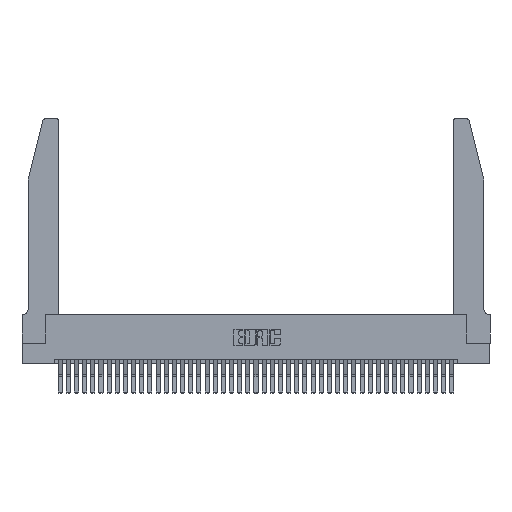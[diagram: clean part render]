
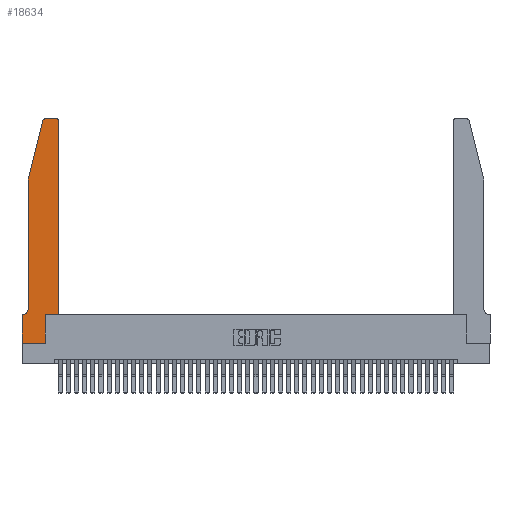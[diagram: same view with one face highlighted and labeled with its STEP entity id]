
A CAD part, top view. The second image highlights one B-rep face of the part: STEP entity #18634.
In plain terms, the highlighted planar face has unit normal (0, 0, 1).
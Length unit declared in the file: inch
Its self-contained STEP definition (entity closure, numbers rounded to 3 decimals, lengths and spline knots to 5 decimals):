
#344 = DIRECTION ( 'NONE',  ( 0., 1., 0. ) ) ;
#1196 = DIRECTION ( 'NONE',  ( 1., 0., 0. ) ) ;
#1578 = ORIENTED_EDGE ( 'NONE', *, *, #38398, .T. ) ;
#1796 = CARTESIAN_POINT ( 'NONE',  ( 0.2865, 0.35, 0.37 ) ) ;
#3088 = VECTOR ( 'NONE', #23980, 39.37008 ) ;
#3265 = AXIS2_PLACEMENT_3D ( 'NONE', #35370, #15921, #38645 ) ;
#3632 = CARTESIAN_POINT ( 'NONE',  ( 0.2865, 0.35, 0.37 ) ) ;
#4115 = ORIENTED_EDGE ( 'NONE', *, *, #13594, .T. ) ;
#5012 = AXIS2_PLACEMENT_3D ( 'NONE', #5018, #31209, #11673 ) ;
#5018 = CARTESIAN_POINT ( 'NONE',  ( 0., 0.35, 0.37 ) ) ;
#5607 = VERTEX_POINT ( 'NONE', #10050 ) ;
#5854 = CARTESIAN_POINT ( 'NONE',  ( 0.2605, 2.75, 0.37 ) ) ;
#6828 = AXIS2_PLACEMENT_3D ( 'NONE', #27698, #8083, #30946 ) ;
#7227 = VECTOR ( 'NONE', #22515, 39.37008 ) ;
#7243 = CARTESIAN_POINT ( 'NONE',  ( 0.25487, 2.72718, 0.37 ) ) ;
#7872 = LINE ( 'NONE', #3632, #40561 ) ;
#8083 = DIRECTION ( 'NONE',  ( 0., 0., 1. ) ) ;
#8755 = ORIENTED_EDGE ( 'NONE', *, *, #30190, .T. ) ;
#8838 = CARTESIAN_POINT ( 'NONE',  ( 0.4505, 0.35, 0.37 ) ) ;
#9301 = DIRECTION ( 'NONE',  ( -1., 0., 0. ) ) ;
#10050 = CARTESIAN_POINT ( 'NONE',  ( 0.4505, 2.72, 0.37 ) ) ;
#10358 = VECTOR ( 'NONE', #9301, 39.37008 ) ;
#10441 = VECTOR ( 'NONE', #26773, 39.37008 ) ;
#11673 = DIRECTION ( 'NONE',  ( 1., 0., 0. ) ) ;
#11973 = EDGE_CURVE ( 'NONE', #13546, #5607, #31977, .T. ) ;
#12365 = VERTEX_POINT ( 'NONE', #36630 ) ;
#12690 = VERTEX_POINT ( 'NONE', #17290 ) ;
#12948 = CARTESIAN_POINT ( 'NONE',  ( 0., 0.35, 0.37 ) ) ;
#13454 = ORIENTED_EDGE ( 'NONE', *, *, #13958, .T. ) ;
#13546 = VERTEX_POINT ( 'NONE', #8838 ) ;
#13594 = EDGE_CURVE ( 'NONE', #12365, #12690, #23829, .T. ) ;
#13803 = EDGE_CURVE ( 'NONE', #32918, #38661, #7872, .T. ) ;
#13927 = CARTESIAN_POINT ( 'NONE',  ( 0.0755, 2., 0.37 ) ) ;
#13958 = EDGE_CURVE ( 'NONE', #21862, #32918, #27832, .T. ) ;
#14677 = VECTOR ( 'NONE', #14797, 39.37008 ) ;
#14797 = DIRECTION ( 'NONE',  ( 0., 1., 0. ) ) ;
#14848 = PLANE ( 'NONE',  #5012 ) ;
#14882 = EDGE_CURVE ( 'NONE', #38933, #19487, #37368, .T. ) ;
#15713 = CARTESIAN_POINT ( 'NONE',  ( 0.0755, 2., 0.37 ) ) ;
#15921 = DIRECTION ( 'NONE',  ( 0., 0., -1. ) ) ;
#16217 = EDGE_CURVE ( 'NONE', #38661, #13546, #21654, .T. ) ;
#17290 = CARTESIAN_POINT ( 'NONE',  ( 0.0055, 0.35, 0.37 ) ) ;
#17568 = LINE ( 'NONE', #13927, #25216 ) ;
#17728 = VECTOR ( 'NONE', #18998, 39.37008 ) ;
#17934 = DIRECTION ( 'NONE',  ( 0., 0., 1. ) ) ;
#18183 = CARTESIAN_POINT ( 'NONE',  ( 0.2865, 0., 0.37 ) ) ;
#18634 = ADVANCED_FACE ( 'NONE', ( #22433 ), #14848, .T. ) ;
#18998 = DIRECTION ( 'NONE',  ( 0., -1., 0. ) ) ;
#19186 = LINE ( 'NONE', #26630, #10441 ) ;
#19487 = VERTEX_POINT ( 'NONE', #22256 ) ;
#19597 = ORIENTED_EDGE ( 'NONE', *, *, #28319, .T. ) ;
#19759 = VERTEX_POINT ( 'NONE', #7243 ) ;
#20928 = CARTESIAN_POINT ( 'NONE',  ( 0., 0., 0.37 ) ) ;
#21654 = LINE ( 'NONE', #27217, #3088 ) ;
#21862 = VERTEX_POINT ( 'NONE', #22346 ) ;
#22256 = CARTESIAN_POINT ( 'NONE',  ( 0.284, 2.75, 0.37 ) ) ;
#22346 = CARTESIAN_POINT ( 'NONE',  ( 0., 0., 0.37 ) ) ;
#22433 = FACE_OUTER_BOUND ( 'NONE', #26277, .T. ) ;
#22515 = DIRECTION ( 'NONE',  ( -1., 0., 0. ) ) ;
#23829 = CIRCLE ( 'NONE', #3265, 0.07 ) ;
#23980 = DIRECTION ( 'NONE',  ( 1., 0., 0. ) ) ;
#24212 = ORIENTED_EDGE ( 'NONE', *, *, #13803, .T. ) ;
#24745 = ORIENTED_EDGE ( 'NONE', *, *, #41666, .T. ) ;
#25216 = VECTOR ( 'NONE', #39961, 39.37008 ) ;
#25232 = CIRCLE ( 'NONE', #36032, 0.03 ) ;
#25669 = CIRCLE ( 'NONE', #6828, 0.03 ) ;
#26173 = CARTESIAN_POINT ( 'NONE',  ( 0.4205, 2.75, 0.37 ) ) ;
#26277 = EDGE_LOOP ( 'NONE', ( #36298, #30732, #8755, #19597, #4115, #32271, #1578, #13454, #24212, #27248, #30283, #24745 ) ) ;
#26387 = LINE ( 'NONE', #15713, #17728 ) ;
#26630 = CARTESIAN_POINT ( 'NONE',  ( 0., 0., 0.37 ) ) ;
#26773 = DIRECTION ( 'NONE',  ( 0., -1., 0. ) ) ;
#27217 = CARTESIAN_POINT ( 'NONE',  ( 0.4505, 0.35, 0.37 ) ) ;
#27248 = ORIENTED_EDGE ( 'NONE', *, *, #16217, .T. ) ;
#27698 = CARTESIAN_POINT ( 'NONE',  ( 0.284, 2.72, 0.37 ) ) ;
#27832 = LINE ( 'NONE', #20928, #35422 ) ;
#28319 = EDGE_CURVE ( 'NONE', #30408, #12365, #26387, .T. ) ;
#28861 = CARTESIAN_POINT ( 'NONE',  ( 0.0755, 0.35, 0.37 ) ) ;
#30190 = EDGE_CURVE ( 'NONE', #19759, #30408, #17568, .T. ) ;
#30283 = ORIENTED_EDGE ( 'NONE', *, *, #11973, .T. ) ;
#30408 = VERTEX_POINT ( 'NONE', #31277 ) ;
#30732 = ORIENTED_EDGE ( 'NONE', *, *, #33291, .T. ) ;
#30946 = DIRECTION ( 'NONE',  ( 1., 0., 0. ) ) ;
#31011 = CARTESIAN_POINT ( 'NONE',  ( 0.4505, 0.35, 0.37 ) ) ;
#31209 = DIRECTION ( 'NONE',  ( 0., 0., 1. ) ) ;
#31277 = CARTESIAN_POINT ( 'NONE',  ( 0.0755, 2., 0.37 ) ) ;
#31977 = LINE ( 'NONE', #31011, #14677 ) ;
#32271 = ORIENTED_EDGE ( 'NONE', *, *, #41946, .T. ) ;
#32918 = VERTEX_POINT ( 'NONE', #18183 ) ;
#33291 = EDGE_CURVE ( 'NONE', #19487, #19759, #25669, .T. ) ;
#34150 = VERTEX_POINT ( 'NONE', #12948 ) ;
#34313 = LINE ( 'NONE', #28861, #7227 ) ;
#35370 = CARTESIAN_POINT ( 'NONE',  ( 0.0055, 0.42, 0.37 ) ) ;
#35422 = VECTOR ( 'NONE', #1196, 39.37008 ) ;
#36032 = AXIS2_PLACEMENT_3D ( 'NONE', #37362, #17934, #40687 ) ;
#36298 = ORIENTED_EDGE ( 'NONE', *, *, #14882, .T. ) ;
#36630 = CARTESIAN_POINT ( 'NONE',  ( 0.0755, 0.42, 0.37 ) ) ;
#37362 = CARTESIAN_POINT ( 'NONE',  ( 0.4205, 2.72, 0.37 ) ) ;
#37368 = LINE ( 'NONE', #5854, #10358 ) ;
#38398 = EDGE_CURVE ( 'NONE', #34150, #21862, #19186, .T. ) ;
#38645 = DIRECTION ( 'NONE',  ( -1., 0., 0. ) ) ;
#38661 = VERTEX_POINT ( 'NONE', #1796 ) ;
#38933 = VERTEX_POINT ( 'NONE', #26173 ) ;
#39961 = DIRECTION ( 'NONE',  ( -0.239, -0.971, 0. ) ) ;
#40561 = VECTOR ( 'NONE', #344, 39.37008 ) ;
#40687 = DIRECTION ( 'NONE',  ( 1., 0., 0. ) ) ;
#41666 = EDGE_CURVE ( 'NONE', #5607, #38933, #25232, .T. ) ;
#41946 = EDGE_CURVE ( 'NONE', #12690, #34150, #34313, .T. ) ;
